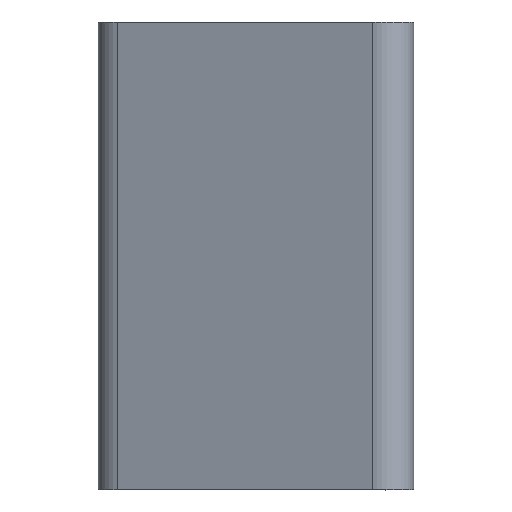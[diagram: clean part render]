
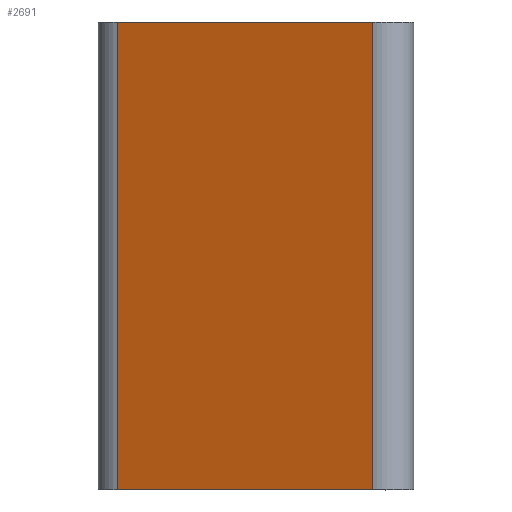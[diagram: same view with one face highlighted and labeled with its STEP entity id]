
A CAD part, top view. The second image highlights one B-rep face of the part: STEP entity #2691.
In plain terms, the highlighted planar face has unit normal (-0.363, 0, 0.932).
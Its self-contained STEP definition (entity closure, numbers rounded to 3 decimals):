
#115=PLANE('',#2942);
#258=FACE_OUTER_BOUND('',#413,.T.);
#413=EDGE_LOOP('',(#2155,#2156,#2157,#2158));
#569=LINE('',#3843,#912);
#596=LINE('',#3898,#939);
#641=LINE('',#4001,#984);
#690=LINE('',#4110,#1033);
#912=VECTOR('',#3103,10.);
#939=VECTOR('',#3138,10.);
#984=VECTOR('',#3241,10.);
#1033=VECTOR('',#3358,10.);
#1258=VERTEX_POINT('',#3840);
#1259=VERTEX_POINT('',#3842);
#1283=VERTEX_POINT('',#3897);
#1312=VERTEX_POINT('',#4000);
#1497=EDGE_CURVE('',#1258,#1259,#569,.T.);
#1525=EDGE_CURVE('',#1283,#1259,#596,.T.);
#1579=EDGE_CURVE('',#1283,#1312,#641,.T.);
#1634=EDGE_CURVE('',#1312,#1258,#690,.T.);
#2155=ORIENTED_EDGE('',*,*,#1579,.F.);
#2156=ORIENTED_EDGE('',*,*,#1525,.T.);
#2157=ORIENTED_EDGE('',*,*,#1497,.F.);
#2158=ORIENTED_EDGE('',*,*,#1634,.F.);
#2691=ADVANCED_FACE('',(#258),#115,.T.);
#2942=AXIS2_PLACEMENT_3D('',#4109,#3356,#3357);
#3103=DIRECTION('',(-0.932,0.,-0.363));
#3138=DIRECTION('',(0.,-1.,0.));
#3241=DIRECTION('',(0.932,0.,0.363));
#3356=DIRECTION('center_axis',(-0.363,0.,0.932));
#3357=DIRECTION('ref_axis',(-0.932,0.,-0.363));
#3358=DIRECTION('',(0.,-1.,0.));
#3840=CARTESIAN_POINT('',(-1.453,-60.,40.061));
#3842=CARTESIAN_POINT('',(-35.303,-60.,26.861));
#3843=CARTESIAN_POINT('',(-1.453,-60.,40.061));
#3897=CARTESIAN_POINT('',(-35.303,2.,26.861));
#3898=CARTESIAN_POINT('',(-35.303,2.,26.861));
#4000=CARTESIAN_POINT('',(-1.453,2.,40.061));
#4001=CARTESIAN_POINT('',(-35.303,2.,26.861));
#4109=CARTESIAN_POINT('Origin',(-1.453,2.,40.061));
#4110=CARTESIAN_POINT('',(-1.453,2.,40.061));
